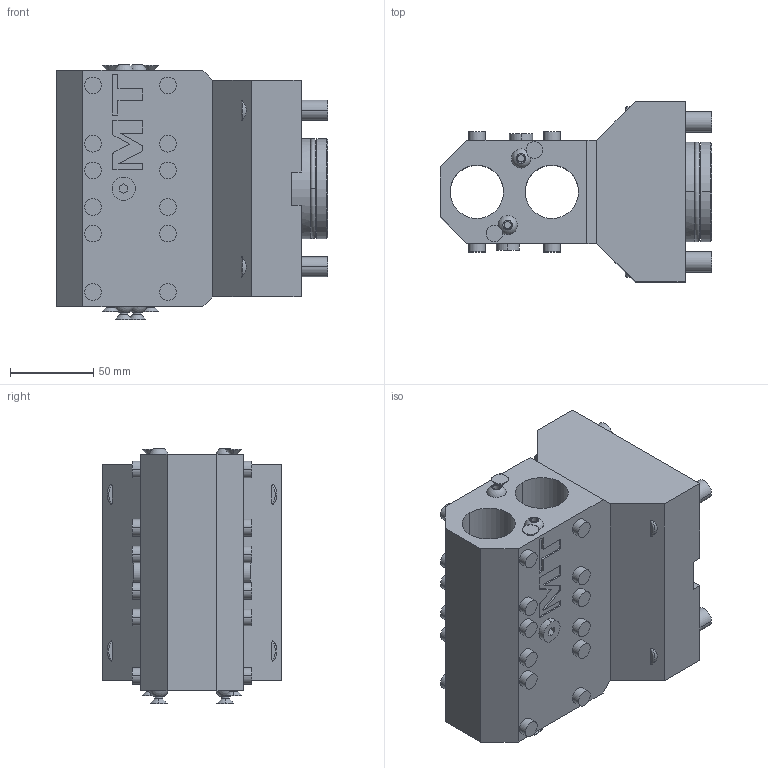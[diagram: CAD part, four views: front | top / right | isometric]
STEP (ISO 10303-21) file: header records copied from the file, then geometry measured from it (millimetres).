
FILE_DESCRIPTION((''),'2;1');
FILE_NAME('MNL0103200_CONF','2023-02-20T14:45:02',('sterribile'),('M.T. srl'),'CREO PARAMETRIC BY PTC INC, 2021072','CREO PARAMETRIC BY PTC INC, 2021072','');
FILE_SCHEMA(('CONFIG_CONTROL_DESIGN'));
Length unit declared in the file: millimetre
Products named in the file (1): MNL0103200_CONF
Bounding box: 163 x 108 x 153.1 mm (x, y, z)
Volume: 1286143.6 mm3; surface area: 124995.3 mm2
Topology: 1 solids, 1 shells, 275 faces, 628 edges, 414 vertices
Faces by surface type: plane 139, cylinder 106, cone 14, torus 8, sphere 4, extrusion 4
Entity records: 8049 total; most frequent: CARTESIAN_POINT 1560, DIRECTION 1404, ORIENTED_EDGE 1256, EDGE_CURVE 628, AXIS2_PLACEMENT_3D 521, VERTEX_POINT 414, VECTOR 362, LINE 358
